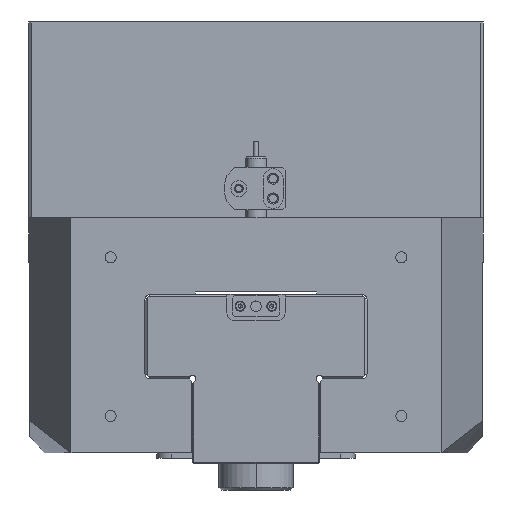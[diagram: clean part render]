
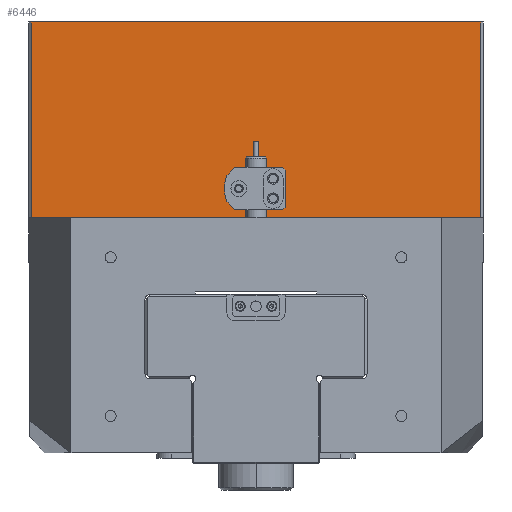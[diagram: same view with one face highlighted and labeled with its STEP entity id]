
A CAD part, left-side view. The second image highlights one B-rep face of the part: STEP entity #6446.
In plain terms, the highlighted planar face has unit normal (-1, 0, 0).
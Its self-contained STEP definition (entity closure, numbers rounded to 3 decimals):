
#833 = VECTOR ( 'NONE', #10555, 1000. ) ;
#1175 = EDGE_LOOP ( 'NONE', ( #23429, #41053 ) ) ;
#1853 = LINE ( 'NONE', #10966, #833 ) ;
#1968 = CIRCLE ( 'NONE', #34308, 1.65 ) ;
#3057 = DIRECTION ( 'NONE',  ( 1., 0., 0. ) ) ;
#4233 = DIRECTION ( 'NONE',  ( 0., 0., -1. ) ) ;
#4622 = VERTEX_POINT ( 'NONE', #5908 ) ;
#5573 = EDGE_CURVE ( 'NONE', #39322, #29260, #21073, .T. ) ;
#5908 = CARTESIAN_POINT ( 'NONE',  ( -166.809, -79.033, 416. ) ) ;
#5947 = VERTEX_POINT ( 'NONE', #16138 ) ;
#6107 = DIRECTION ( 'NONE',  ( 0., 0., -1. ) ) ;
#6278 = EDGE_LOOP ( 'NONE', ( #21751, #39451, #9024, #38922 ) ) ;
#6446 = ADVANCED_FACE ( 'NONE', ( #26962, #31965, #21009, #7666 ), #14167, .F. ) ;
#7666 = FACE_OUTER_BOUND ( 'NONE', #6278, .T. ) ;
#8479 = EDGE_CURVE ( 'NONE', #34082, #27784, #21921, .T. ) ;
#8826 = ORIENTED_EDGE ( 'NONE', *, *, #8479, .T. ) ;
#9024 = ORIENTED_EDGE ( 'NONE', *, *, #12854, .T. ) ;
#10001 = EDGE_CURVE ( 'NONE', #31315, #28743, #13441, .T. ) ;
#10040 = AXIS2_PLACEMENT_3D ( 'NONE', #40473, #31313, #31024 ) ;
#10455 = DIRECTION ( 'NONE',  ( 1., 0., 0. ) ) ;
#10555 = DIRECTION ( 'NONE',  ( 0., 1., 0. ) ) ;
#10966 = CARTESIAN_POINT ( 'NONE',  ( -166.809, -94.033, 416. ) ) ;
#11293 = CARTESIAN_POINT ( 'NONE',  ( -166.809, -0.533, 423.25 ) ) ;
#11468 = EDGE_CURVE ( 'NONE', #26878, #5947, #34637, .T. ) ;
#12753 = CARTESIAN_POINT ( 'NONE',  ( -166.809, 12.467, 427. ) ) ;
#12854 = EDGE_CURVE ( 'NONE', #14769, #31315, #37007, .T. ) ;
#13275 = AXIS2_PLACEMENT_3D ( 'NONE', #39417, #10455, #4233 ) ;
#13441 = LINE ( 'NONE', #33607, #30283 ) ;
#14112 = DIRECTION ( 'NONE',  ( 0., 0., -1. ) ) ;
#14167 = PLANE ( 'NONE',  #13275 ) ;
#14305 = DIRECTION ( 'NONE',  ( 0., 0., 1. ) ) ;
#14435 = DIRECTION ( 'NONE',  ( 0., 0., -1. ) ) ;
#14769 = VERTEX_POINT ( 'NONE', #16377 ) ;
#14776 = CARTESIAN_POINT ( 'NONE',  ( -166.809, 12.467, 425.35 ) ) ;
#16138 = CARTESIAN_POINT ( 'NONE',  ( -166.809, 12.467, 428.65 ) ) ;
#16336 = CARTESIAN_POINT ( 'NONE',  ( -166.809, -0.533, 425.4 ) ) ;
#16377 = CARTESIAN_POINT ( 'NONE',  ( -166.809, -79.033, 490. ) ) ;
#16799 = CARTESIAN_POINT ( 'NONE',  ( -166.809, 12.467, 427. ) ) ;
#18575 = EDGE_CURVE ( 'NONE', #5947, #26878, #1968, .T. ) ;
#18800 = LINE ( 'NONE', #23591, #19271 ) ;
#19271 = VECTOR ( 'NONE', #14305, 1000. ) ;
#19357 = CARTESIAN_POINT ( 'NONE',  ( -166.809, -0.533, 421.1 ) ) ;
#20545 = EDGE_CURVE ( 'NONE', #4622, #28743, #1853, .T. ) ;
#20630 = CARTESIAN_POINT ( 'NONE',  ( -166.809, -0.533, 430.75 ) ) ;
#21009 = FACE_BOUND ( 'NONE', #25886, .T. ) ;
#21073 = CIRCLE ( 'NONE', #31304, 2.15 ) ;
#21751 = ORIENTED_EDGE ( 'NONE', *, *, #20545, .F. ) ;
#21921 = CIRCLE ( 'NONE', #29768, 2.15 ) ;
#21996 = CARTESIAN_POINT ( 'NONE',  ( -166.809, -0.533, 423.25 ) ) ;
#22301 = EDGE_CURVE ( 'NONE', #29260, #39322, #32911, .T. ) ;
#22423 = ORIENTED_EDGE ( 'NONE', *, *, #5573, .T. ) ;
#22722 = ORIENTED_EDGE ( 'NONE', *, *, #22986, .T. ) ;
#22986 = EDGE_CURVE ( 'NONE', #27784, #34082, #32875, .T. ) ;
#23165 = ORIENTED_EDGE ( 'NONE', *, *, #22301, .T. ) ;
#23429 = ORIENTED_EDGE ( 'NONE', *, *, #18575, .T. ) ;
#23591 = CARTESIAN_POINT ( 'NONE',  ( -166.809, -79.033, 416. ) ) ;
#23878 = DIRECTION ( 'NONE',  ( 1., 0., 0. ) ) ;
#25185 = DIRECTION ( 'NONE',  ( 0., 0., -1. ) ) ;
#25886 = EDGE_LOOP ( 'NONE', ( #22722, #8826 ) ) ;
#26369 = AXIS2_PLACEMENT_3D ( 'NONE', #16799, #35837, #39005 ) ;
#26878 = VERTEX_POINT ( 'NONE', #14776 ) ;
#26962 = FACE_BOUND ( 'NONE', #1175, .T. ) ;
#27784 = VERTEX_POINT ( 'NONE', #16336 ) ;
#28743 = VERTEX_POINT ( 'NONE', #34609 ) ;
#28960 = DIRECTION ( 'NONE',  ( 0., 1., 0. ) ) ;
#29260 = VERTEX_POINT ( 'NONE', #37036 ) ;
#29768 = AXIS2_PLACEMENT_3D ( 'NONE', #21996, #3057, #25185 ) ;
#30283 = VECTOR ( 'NONE', #14435, 1000. ) ;
#30655 = CARTESIAN_POINT ( 'NONE',  ( -166.809, -0.533, 428.6 ) ) ;
#31024 = DIRECTION ( 'NONE',  ( 0., 0., -1. ) ) ;
#31036 = VECTOR ( 'NONE', #28960, 1000. ) ;
#31304 = AXIS2_PLACEMENT_3D ( 'NONE', #20630, #33147, #14112 ) ;
#31313 = DIRECTION ( 'NONE',  ( 1., 0., 0. ) ) ;
#31315 = VERTEX_POINT ( 'NONE', #38599 ) ;
#31437 = EDGE_CURVE ( 'NONE', #4622, #14769, #18800, .T. ) ;
#31772 = CARTESIAN_POINT ( 'NONE',  ( -166.809, 5.967, 490. ) ) ;
#31965 = FACE_BOUND ( 'NONE', #34941, .T. ) ;
#32875 = CIRCLE ( 'NONE', #36084, 2.15 ) ;
#32911 = CIRCLE ( 'NONE', #10040, 2.15 ) ;
#33147 = DIRECTION ( 'NONE',  ( 1., 0., 0. ) ) ;
#33219 = DIRECTION ( 'NONE',  ( 0., 0., -1. ) ) ;
#33607 = CARTESIAN_POINT ( 'NONE',  ( -166.809, 90.967, 416. ) ) ;
#34082 = VERTEX_POINT ( 'NONE', #19357 ) ;
#34308 = AXIS2_PLACEMENT_3D ( 'NONE', #12753, #40893, #6107 ) ;
#34609 = CARTESIAN_POINT ( 'NONE',  ( -166.809, 90.967, 416. ) ) ;
#34637 = CIRCLE ( 'NONE', #26369, 1.65 ) ;
#34941 = EDGE_LOOP ( 'NONE', ( #23165, #22423 ) ) ;
#35837 = DIRECTION ( 'NONE',  ( 1., 0., 0. ) ) ;
#36084 = AXIS2_PLACEMENT_3D ( 'NONE', #11293, #23878, #33219 ) ;
#37007 = LINE ( 'NONE', #31772, #31036 ) ;
#37036 = CARTESIAN_POINT ( 'NONE',  ( -166.809, -0.533, 432.9 ) ) ;
#38599 = CARTESIAN_POINT ( 'NONE',  ( -166.809, 90.967, 490. ) ) ;
#38922 = ORIENTED_EDGE ( 'NONE', *, *, #10001, .T. ) ;
#39005 = DIRECTION ( 'NONE',  ( 0., 0., -1. ) ) ;
#39322 = VERTEX_POINT ( 'NONE', #30655 ) ;
#39417 = CARTESIAN_POINT ( 'NONE',  ( -166.809, -94.033, 416. ) ) ;
#39451 = ORIENTED_EDGE ( 'NONE', *, *, #31437, .T. ) ;
#40473 = CARTESIAN_POINT ( 'NONE',  ( -166.809, -0.533, 430.75 ) ) ;
#40893 = DIRECTION ( 'NONE',  ( 1., 0., 0. ) ) ;
#41053 = ORIENTED_EDGE ( 'NONE', *, *, #11468, .T. ) ;
